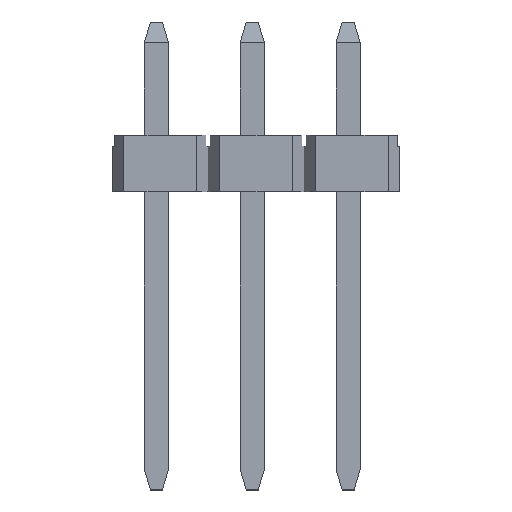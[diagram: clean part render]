
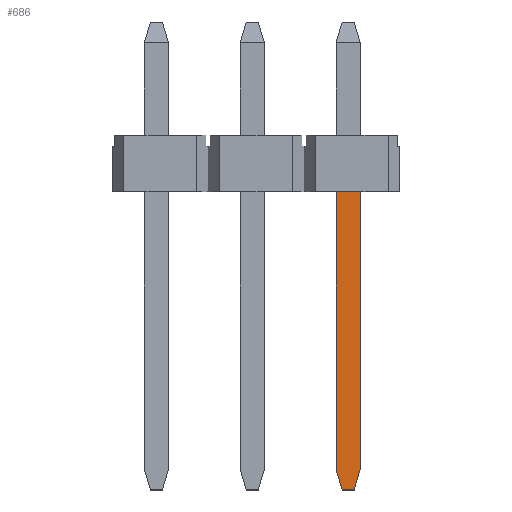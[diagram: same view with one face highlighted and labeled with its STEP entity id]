
A CAD part, top view. The second image highlights one B-rep face of the part: STEP entity #686.
In plain terms, the highlighted planar face has unit normal (0, 0, 1).
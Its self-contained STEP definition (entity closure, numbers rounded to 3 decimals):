
#554=VERTEX_POINT('',#1437);
#604=VERTEX_POINT('',#1496);
#624=EDGE_CURVE('',#1094,#938,#1517,.T.);
#686=ADVANCED_FACE('',(#1584),#1585,.T.);
#852=EDGE_CURVE('',#938,#604,#1773,.T.);
#874=VERTEX_POINT('',#1797);
#878=EDGE_CURVE('',#976,#874,#1801,.T.);
#938=VERTEX_POINT('',#1864);
#952=EDGE_CURVE('',#976,#554,#1880,.T.);
#976=VERTEX_POINT('',#1905);
#1094=VERTEX_POINT('',#2031);
#1138=EDGE_CURVE('',#874,#1094,#2085,.T.);
#1188=EDGE_CURVE('',#604,#554,#2138,.T.);
#1437=CARTESIAN_POINT('',(2.86,-1.5,0.32));
#1496=CARTESIAN_POINT('',(2.86,-8.854,0.32));
#1517=LINE('',#2555,#2556);
#1584=FACE_OUTER_BOUND('',#2647,.T.);
#1585=PLANE('',#2648);
#1773=LINE('',#2919,#2920);
#1797=CARTESIAN_POINT('',(2.22,-8.854,0.32));
#1801=LINE('',#2961,#2962);
#1864=CARTESIAN_POINT('',(2.7,-9.4,0.32));
#1880=LINE('',#3074,#3075);
#1905=CARTESIAN_POINT('',(2.22,-1.5,0.32));
#2031=CARTESIAN_POINT('',(2.38,-9.4,0.32));
#2085=LINE('',#3377,#3378);
#2138=LINE('',#3454,#3455);
#2555=CARTESIAN_POINT('',(2.21,-9.4,0.32));
#2556=VECTOR('',#3857,1.0);
#2647=EDGE_LOOP('',(#3913,#3914,#3915,#3916,#3917,#3918));
#2648=AXIS2_PLACEMENT_3D('',#3919,#3920,#3921);
#2919=CARTESIAN_POINT('',(2.607,-9.717,0.32));
#2920=VECTOR('',#4145,1.0);
#2961=CARTESIAN_POINT('',(2.22,-3.72,0.32));
#2962=VECTOR('',#4170,1.0);
#3074=CARTESIAN_POINT('',(-0.2,-1.5,0.32));
#3075=VECTOR('',#4231,1.0);
#3377=CARTESIAN_POINT('',(2.353,-9.309,0.32));
#3378=VECTOR('',#4444,1.0);
#3454=CARTESIAN_POINT('',(2.86,-9.374,0.32));
#3455=VECTOR('',#4480,1.0);
#3857=DIRECTION('',(1.0,0.,0.));
#3913=ORIENTED_EDGE('',*,*,#952,.F.);
#3914=ORIENTED_EDGE('',*,*,#878,.T.);
#3915=ORIENTED_EDGE('',*,*,#1138,.T.);
#3916=ORIENTED_EDGE('',*,*,#624,.T.);
#3917=ORIENTED_EDGE('',*,*,#852,.T.);
#3918=ORIENTED_EDGE('',*,*,#1188,.T.);
#3919=CARTESIAN_POINT('',(2.04,-9.894,0.32));
#3920=DIRECTION('',(0.,0.,1.0));
#3921=DIRECTION('',(0.,-1.0,0.));
#4145=DIRECTION('',(0.281,0.96,0.));
#4170=DIRECTION('',(0.,-1.0,0.));
#4231=DIRECTION('',(1.0,0.,0.));
#4444=DIRECTION('',(0.281,-0.96,0.));
#4480=DIRECTION('',(0.,1.0,0.));
